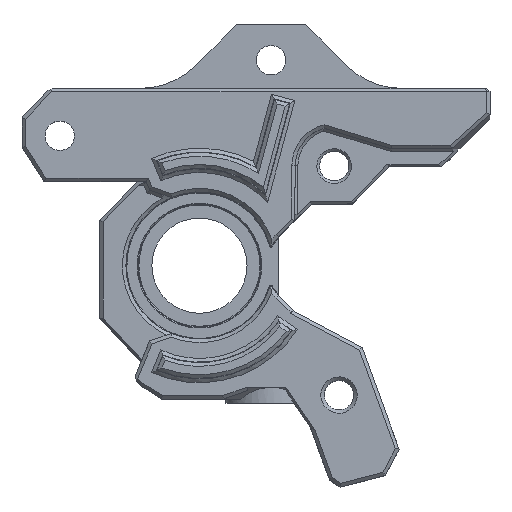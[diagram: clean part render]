
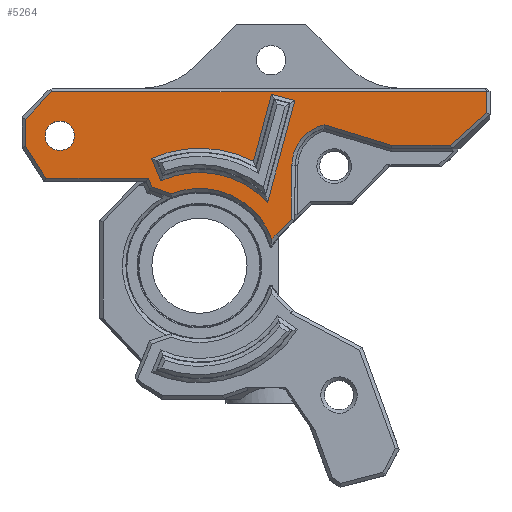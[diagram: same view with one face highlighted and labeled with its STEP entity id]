
A CAD part, top view. The second image highlights one B-rep face of the part: STEP entity #5264.
In plain terms, the highlighted planar face has unit normal (0, 0, 1).
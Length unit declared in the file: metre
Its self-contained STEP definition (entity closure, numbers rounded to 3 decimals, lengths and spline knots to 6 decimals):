
#400=LINE('',#8074,#918);
#415=LINE('',#8112,#933);
#416=LINE('',#8114,#934);
#417=LINE('',#8116,#935);
#418=LINE('',#8121,#936);
#419=LINE('',#8125,#937);
#420=LINE('',#8127,#938);
#421=LINE('',#8130,#939);
#422=LINE('',#8133,#940);
#423=LINE('',#8135,#941);
#424=LINE('',#8137,#942);
#425=LINE('',#8143,#943);
#426=LINE('',#8145,#944);
#427=LINE('',#8149,#945);
#428=LINE('',#8150,#946);
#429=LINE('',#8152,#947);
#430=LINE('',#8154,#948);
#918=VECTOR('',#6426,1.);
#933=VECTOR('',#6467,1.);
#934=VECTOR('',#6470,1.);
#935=VECTOR('',#6473,1.);
#936=VECTOR('',#6476,1.);
#937=VECTOR('',#6479,1.);
#938=VECTOR('',#6480,1.);
#939=VECTOR('',#6483,1.);
#940=VECTOR('',#6484,1.);
#941=VECTOR('',#6485,1.);
#942=VECTOR('',#6486,1.);
#943=VECTOR('',#6491,1.);
#944=VECTOR('',#6492,1.);
#945=VECTOR('',#6495,1.);
#946=VECTOR('',#6496,1.);
#947=VECTOR('',#6497,1.);
#948=VECTOR('',#6498,1.);
#1638=ORIENTED_EDGE('',*,*,#3033,.F.);
#1639=ORIENTED_EDGE('',*,*,#3034,.F.);
#1640=ORIENTED_EDGE('',*,*,#3035,.F.);
#1641=ORIENTED_EDGE('',*,*,#3036,.F.);
#1642=ORIENTED_EDGE('',*,*,#3037,.F.);
#1643=ORIENTED_EDGE('',*,*,#3038,.F.);
#1644=ORIENTED_EDGE('',*,*,#3039,.T.);
#1645=ORIENTED_EDGE('',*,*,#3040,.F.);
#1646=ORIENTED_EDGE('',*,*,#3041,.F.);
#1647=ORIENTED_EDGE('',*,*,#3042,.F.);
#1648=ORIENTED_EDGE('',*,*,#3043,.F.);
#1649=ORIENTED_EDGE('',*,*,#3044,.F.);
#1650=ORIENTED_EDGE('',*,*,#3045,.F.);
#1651=ORIENTED_EDGE('',*,*,#3046,.F.);
#1652=ORIENTED_EDGE('',*,*,#3047,.F.);
#1653=ORIENTED_EDGE('',*,*,#3048,.F.);
#1654=ORIENTED_EDGE('',*,*,#3049,.F.);
#1655=ORIENTED_EDGE('',*,*,#3013,.F.);
#1656=ORIENTED_EDGE('',*,*,#3032,.F.);
#1657=ORIENTED_EDGE('',*,*,#3031,.F.);
#1658=ORIENTED_EDGE('',*,*,#3050,.F.);
#1659=ORIENTED_EDGE('',*,*,#3051,.F.);
#1660=ORIENTED_EDGE('',*,*,#3052,.F.);
#3013=EDGE_CURVE('',#3729,#3730,#400,.T.);
#3031=EDGE_CURVE('',#3739,#3738,#415,.T.);
#3032=EDGE_CURVE('',#3738,#3729,#416,.T.);
#3033=EDGE_CURVE('',#3740,#3741,#417,.T.);
#3034=EDGE_CURVE('',#3742,#3740,#4070,.T.);
#3035=EDGE_CURVE('',#3743,#3742,#418,.T.);
#3036=EDGE_CURVE('',#3744,#3743,#4071,.T.);
#3037=EDGE_CURVE('',#3745,#3744,#419,.T.);
#3038=EDGE_CURVE('',#3741,#3745,#420,.T.);
#3039=EDGE_CURVE('',#3746,#3746,#4072,.T.);
#3040=EDGE_CURVE('',#3747,#3748,#421,.T.);
#3041=EDGE_CURVE('',#3749,#3747,#422,.T.);
#3042=EDGE_CURVE('',#3750,#3749,#423,.T.);
#3043=EDGE_CURVE('',#3751,#3750,#424,.T.);
#3044=EDGE_CURVE('',#3752,#3751,#4073,.T.);
#3045=EDGE_CURVE('',#3753,#3752,#4074,.T.);
#3046=EDGE_CURVE('',#3754,#3753,#425,.T.);
#3047=EDGE_CURVE('',#3755,#3754,#426,.T.);
#3048=EDGE_CURVE('',#3756,#3755,#4075,.T.);
#3049=EDGE_CURVE('',#3730,#3756,#427,.T.);
#3050=EDGE_CURVE('',#3757,#3739,#428,.T.);
#3051=EDGE_CURVE('',#3758,#3757,#429,.T.);
#3052=EDGE_CURVE('',#3748,#3758,#430,.T.);
#3729=VERTEX_POINT('',#8073);
#3730=VERTEX_POINT('',#8075);
#3738=VERTEX_POINT('',#8109);
#3739=VERTEX_POINT('',#8111);
#3740=VERTEX_POINT('',#8117);
#3741=VERTEX_POINT('',#8118);
#3742=VERTEX_POINT('',#8120);
#3743=VERTEX_POINT('',#8122);
#3744=VERTEX_POINT('',#8124);
#3745=VERTEX_POINT('',#8126);
#3746=VERTEX_POINT('',#8129);
#3747=VERTEX_POINT('',#8131);
#3748=VERTEX_POINT('',#8132);
#3749=VERTEX_POINT('',#8134);
#3750=VERTEX_POINT('',#8136);
#3751=VERTEX_POINT('',#8138);
#3752=VERTEX_POINT('',#8140);
#3753=VERTEX_POINT('',#8142);
#3754=VERTEX_POINT('',#8144);
#3755=VERTEX_POINT('',#8146);
#3756=VERTEX_POINT('',#8148);
#3757=VERTEX_POINT('',#8151);
#3758=VERTEX_POINT('',#8153);
#4070=CIRCLE('',#5642,0.010741);
#4071=CIRCLE('',#5643,0.013541);
#4072=CIRCLE('',#5644,0.0017);
#4073=CIRCLE('',#5645,0.0089);
#4074=CIRCLE('',#5646,0.0052);
#4075=CIRCLE('',#5647,0.0049);
#4295=EDGE_LOOP('',(#1638,#1639,#1640,#1641,#1642,#1643));
#4296=EDGE_LOOP('',(#1644));
#4297=EDGE_LOOP('',(#1645,#1646,#1647,#1648,#1649,#1650,#1651,#1652,#1653,
#1654,#1655,#1656,#1657,#1658,#1659,#1660));
#4681=FACE_BOUND('',#4295,.T.);
#4682=FACE_BOUND('',#4296,.T.);
#4683=FACE_BOUND('',#4297,.T.);
#5035=PLANE('',#5641);
#5264=ADVANCED_FACE('',(#4681,#4682,#4683),#5035,.T.);
#5641=AXIS2_PLACEMENT_3D('',#8115,#6471,#6472);
#5642=AXIS2_PLACEMENT_3D('',#8119,#6474,#6475);
#5643=AXIS2_PLACEMENT_3D('',#8123,#6477,#6478);
#5644=AXIS2_PLACEMENT_3D('',#8128,#6481,#6482);
#5645=AXIS2_PLACEMENT_3D('',#8139,#6487,#6488);
#5646=AXIS2_PLACEMENT_3D('',#8141,#6489,#6490);
#5647=AXIS2_PLACEMENT_3D('',#8147,#6493,#6494);
#6426=DIRECTION('',(-1.,0.,0.));
#6467=DIRECTION('',(0.,-1.,0.));
#6470=DIRECTION('',(-0.746,-0.666,0.));
#6471=DIRECTION('',(0.,0.,1.));
#6472=DIRECTION('',(1.,0.,0.));
#6473=DIRECTION('',(0.259,0.966,0.));
#6474=DIRECTION('',(0.,0.,-1.));
#6475=DIRECTION('',(-1.,0.,0.));
#6476=DIRECTION('',(0.383,-0.924,0.));
#6477=DIRECTION('',(0.,0.,1.));
#6478=DIRECTION('',(-1.,0.,0.));
#6479=DIRECTION('',(-0.259,-0.966,0.));
#6480=DIRECTION('',(-0.966,0.259,0.));
#6481=DIRECTION('',(0.,0.,-1.));
#6482=DIRECTION('',(1.,0.,0.));
#6483=DIRECTION('',(-0.541,0.841,0.));
#6484=DIRECTION('',(-1.,0.,0.));
#6485=DIRECTION('',(-0.383,0.924,0.));
#6486=DIRECTION('',(-0.945,0.327,0.));
#6487=DIRECTION('',(0.,0.,1.));
#6488=DIRECTION('',(1.,0.,0.));
#6489=DIRECTION('',(0.,0.,1.));
#6490=DIRECTION('',(-1.,0.,0.));
#6491=DIRECTION('',(-0.707,-0.707,0.));
#6492=DIRECTION('',(-0.011,-1.,0.));
#6493=DIRECTION('',(0.,0.,1.));
#6494=DIRECTION('',(-1.,0.,0.));
#6495=DIRECTION('',(-0.957,0.291,0.));
#6496=DIRECTION('',(1.,0.,0.));
#6497=DIRECTION('',(0.688,0.725,0.));
#6498=DIRECTION('',(0.,1.,0.));
#8073=CARTESIAN_POINT('',(0.420666,0.014458,-0.196971));
#8074=CARTESIAN_POINT('',(0.413511,0.014458,-0.196971));
#8075=CARTESIAN_POINT('',(0.413957,0.014458,-0.196971));
#8109=CARTESIAN_POINT('',(0.424883,0.018225,-0.196971));
#8111=CARTESIAN_POINT('',(0.424883,0.020668,-0.196971));
#8112=CARTESIAN_POINT('',(0.424883,0.012715,-0.196971));
#8114=CARTESIAN_POINT('',(0.416643,0.010865,-0.196971));
#8115=CARTESIAN_POINT('',(0.405286,0.008558,-0.196971));
#8116=CARTESIAN_POINT('',(0.40116,0.013736,-0.196971));
#8117=CARTESIAN_POINT('',(0.399594,0.007892,-0.196971));
#8118=CARTESIAN_POINT('',(0.402741,0.019637,-0.196971));
#8119=CARTESIAN_POINT('',(0.391722,0.000585,-0.196971));
#8120=CARTESIAN_POINT('',(0.387254,0.010352,-0.196971));
#8121=CARTESIAN_POINT('',(0.388813,0.006587,-0.196971));
#8122=CARTESIAN_POINT('',(0.386181,0.01294,-0.196971));
#8123=CARTESIAN_POINT('',(0.391722,0.000585,-0.196971));
#8124=CARTESIAN_POINT('',(0.397958,0.012604,-0.196971));
#8125=CARTESIAN_POINT('',(0.398927,0.01622,-0.196971));
#8126=CARTESIAN_POINT('',(0.400037,0.020361,-0.196971));
#8127=CARTESIAN_POINT('',(0.401427,0.019989,-0.196971));
#8128=CARTESIAN_POINT('',(0.375595,0.015558,-0.196971));
#8129=CARTESIAN_POINT('',(0.377295,0.015558,-0.196971));
#8130=CARTESIAN_POINT('',(0.377766,0.004787,-0.196971));
#8131=CARTESIAN_POINT('',(0.373979,0.010675,-0.196971));
#8132=CARTESIAN_POINT('',(0.371626,0.014334,-0.196971));
#8133=CARTESIAN_POINT('',(0.379791,0.010675,-0.196971));
#8134=CARTESIAN_POINT('',(0.385821,0.010675,-0.196971));
#8135=CARTESIAN_POINT('',(0.387365,0.006948,-0.196971));
#8136=CARTESIAN_POINT('',(0.386256,0.009625,-0.196971));
#8137=CARTESIAN_POINT('',(0.395459,0.006436,-0.196971));
#8138=CARTESIAN_POINT('',(0.388454,0.008863,-0.196971));
#8139=CARTESIAN_POINT('',(0.391722,0.000585,-0.196971));
#8140=CARTESIAN_POINT('',(0.400094,0.003605,-0.196971));
#8141=CARTESIAN_POINT('',(0.40426,0.000493,-0.196971));
#8142=CARTESIAN_POINT('',(0.400583,0.00417,-0.196971));
#8143=CARTESIAN_POINT('',(0.402856,0.006443,-0.196971));
#8144=CARTESIAN_POINT('',(0.402317,0.005904,-0.196971));
#8145=CARTESIAN_POINT('',(0.402331,0.007166,-0.196971));
#8146=CARTESIAN_POINT('',(0.402387,0.01214,-0.196971));
#8147=CARTESIAN_POINT('',(0.407287,0.012085,-0.196971));
#8148=CARTESIAN_POINT('',(0.406118,0.016843,-0.196971));
#8149=CARTESIAN_POINT('',(0.406945,0.016592,-0.196971));
#8150=CARTESIAN_POINT('',(0.401675,0.020668,-0.196971));
#8151=CARTESIAN_POINT('',(0.374652,0.020668,-0.196971));
#8152=CARTESIAN_POINT('',(0.376833,0.022968,-0.196971));
#8153=CARTESIAN_POINT('',(0.371626,0.017479,-0.196971));
#8154=CARTESIAN_POINT('',(0.371626,0.015022,-0.196971));
